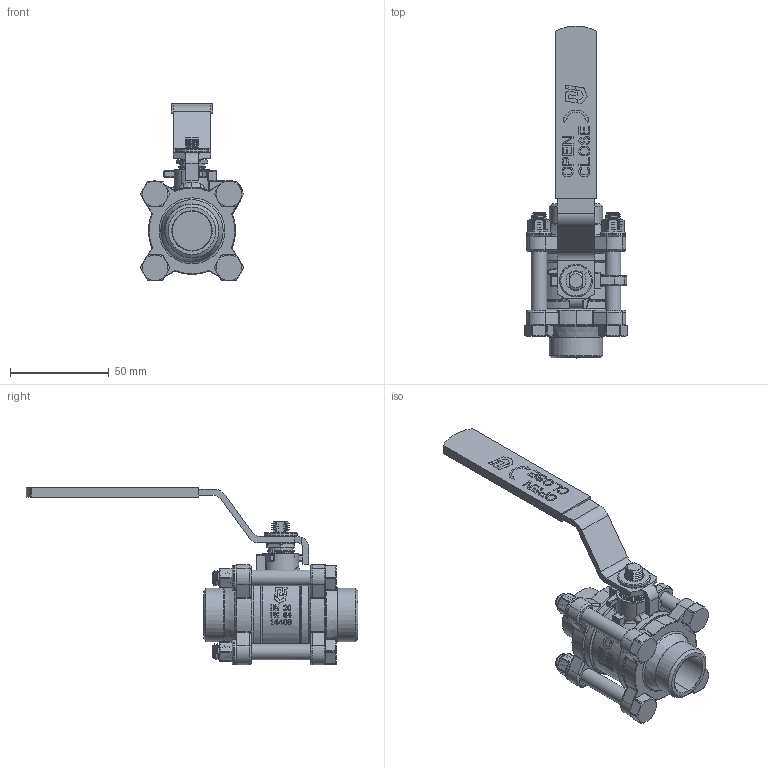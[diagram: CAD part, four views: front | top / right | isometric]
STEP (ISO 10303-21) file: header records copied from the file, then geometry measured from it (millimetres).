
FILE_DESCRIPTION(('HOOPS Exchange Step'),'2;1');
FILE_NAME('GK0401_DN20.stp','2025-10-31T14:40:56+01:00',('nieru'),('Unknown organisation'),'HOOPS Exchange 2024.2','HOOPS Exchange','Unknown authorisation');
FILE_SCHEMA( ('AP203_CONFIGURATION_CONTROLLED_3D_DESIGN_OF_MECHANICAL_PARTS_AND_ASSEMBLIES_MIM_LF') );
Length unit declared in the file: millimetre
Products named in the file (2): 0; root
Assembly tree (1 placements, depth 2):
  root
    0
Bounding box: 51.94 x 167.75 x 89.81 mm (x, y, z)
Volume: 106923.4 mm3; surface area: 41378.6 mm2
Topology: 6 solids, 6 shells, 1939 faces, 5577 edges, 3688 vertices
Faces by surface type: plane 948, cylinder 485, bspline 205, cone 150, torus 128, sphere 23
Full cylindrical faces by diameter (mm): 8 x48, 8.801 x8, 9.5 x1, 20 x1, 27.128 x2, 44 x2
Entity records: 97229 total; most frequent: CARTESIAN_POINT 50791, ORIENTED_EDGE 11140, DIRECTION 7844, EDGE_CURVE 5570, VERTEX_POINT 3676, AXIS2_PLACEMENT_3D 2738, VECTOR 2368, LINE 2368
